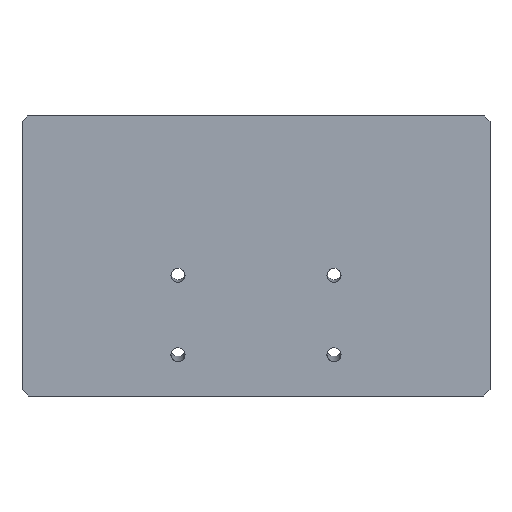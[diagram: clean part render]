
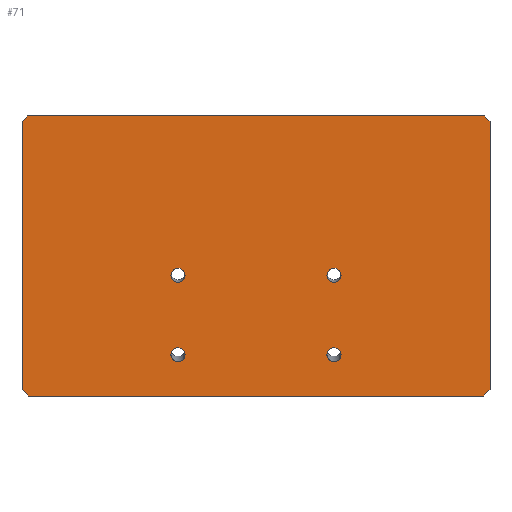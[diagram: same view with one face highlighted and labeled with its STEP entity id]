
A CAD part, front view. The second image highlights one B-rep face of the part: STEP entity #71.
In plain terms, the highlighted planar face has unit normal (0, -1, 0).
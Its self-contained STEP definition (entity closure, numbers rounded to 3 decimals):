
#71=ADVANCED_FACE('',(#417,#419,#421,#423,#425),#427,.F.);
#417=FACE_BOUND('',#418,.T.);
#418=EDGE_LOOP('',(#705,#706,#707,#708,#709,#710,#711,#712));
#419=FACE_BOUND('',#420,.T.);
#420=EDGE_LOOP('',(#713));
#421=FACE_BOUND('',#422,.T.);
#422=EDGE_LOOP('',(#714));
#423=FACE_BOUND('',#424,.T.);
#424=EDGE_LOOP('',(#715));
#425=FACE_BOUND('',#426,.T.);
#426=EDGE_LOOP('',(#716));
#427=PLANE('',#428);
#428=AXIS2_PLACEMENT_3D('',#429,#430,#431);
#429=CARTESIAN_POINT('',(0.,-105.,0.));
#430=DIRECTION('',(0.,1.,0.));
#431=DIRECTION('',(-1.,0.,0.));
#705=ORIENTED_EDGE('',*,*,#857,.F.);
#706=ORIENTED_EDGE('',*,*,#858,.F.);
#707=ORIENTED_EDGE('',*,*,#859,.F.);
#708=ORIENTED_EDGE('',*,*,#860,.F.);
#709=ORIENTED_EDGE('',*,*,#861,.F.);
#710=ORIENTED_EDGE('',*,*,#862,.F.);
#711=ORIENTED_EDGE('',*,*,#863,.F.);
#712=ORIENTED_EDGE('',*,*,#864,.F.);
#713=ORIENTED_EDGE('',*,*,#865,.T.);
#714=ORIENTED_EDGE('',*,*,#866,.T.);
#715=ORIENTED_EDGE('',*,*,#867,.T.);
#716=ORIENTED_EDGE('',*,*,#868,.T.);
#857=EDGE_CURVE('',#945,#946,#947,.F.);
#858=EDGE_CURVE('',#948,#945,#949,.T.);
#859=EDGE_CURVE('',#950,#948,#951,.F.);
#860=EDGE_CURVE('',#952,#950,#953,.T.);
#861=EDGE_CURVE('',#954,#952,#955,.F.);
#862=EDGE_CURVE('',#956,#954,#957,.T.);
#863=EDGE_CURVE('',#958,#956,#959,.F.);
#864=EDGE_CURVE('',#946,#958,#960,.T.);
#865=EDGE_CURVE('',#961,#961,#962,.T.);
#866=EDGE_CURVE('',#963,#963,#964,.T.);
#867=EDGE_CURVE('',#965,#965,#966,.T.);
#868=EDGE_CURVE('',#967,#967,#968,.T.);
#945=VERTEX_POINT('',#1097);
#946=VERTEX_POINT('',#1098);
#947=LINE('',#1099,#1100);
#948=VERTEX_POINT('',#1102);
#949=LINE('',#1103,#1104);
#950=VERTEX_POINT('',#1106);
#951=LINE('',#1107,#1108);
#952=VERTEX_POINT('',#1110);
#953=LINE('',#1111,#1112);
#954=VERTEX_POINT('',#1114);
#955=LINE('',#1115,#1116);
#956=VERTEX_POINT('',#1118);
#957=LINE('',#1119,#1120);
#958=VERTEX_POINT('',#1122);
#959=LINE('',#1123,#1124);
#960=LINE('',#1126,#1127);
#961=VERTEX_POINT('',#1129);
#962=(BOUNDED_CURVE()B_SPLINE_CURVE(3,
(#1130,#1131,#1132,#1133,#1134,#1135,#1136),
.UNSPECIFIED.,.T.,.F.)B_SPLINE_CURVE_WITH_KNOTS((4,3,4),
(0.,0.5,1.),
.UNSPECIFIED.)CURVE()GEOMETRIC_REPRESENTATION_ITEM()RATIONAL_B_SPLINE_CURVE((1.,
0.333,0.333,1.,0.333,0.333,1.))
REPRESENTATION_ITEM(''));
#963=VERTEX_POINT('',#1137);
#964=(BOUNDED_CURVE()B_SPLINE_CURVE(3,
(#1138,#1139,#1140,#1141,#1142,#1143,#1144),
.UNSPECIFIED.,.T.,.F.)B_SPLINE_CURVE_WITH_KNOTS((4,3,4),
(0.,0.5,1.),
.UNSPECIFIED.)CURVE()GEOMETRIC_REPRESENTATION_ITEM()RATIONAL_B_SPLINE_CURVE((1.,
0.333,0.333,1.,0.333,0.333,1.))
REPRESENTATION_ITEM(''));
#965=VERTEX_POINT('',#1145);
#966=(BOUNDED_CURVE()B_SPLINE_CURVE(3,
(#1146,#1147,#1148,#1149,#1150,#1151,#1152),
.UNSPECIFIED.,.T.,.F.)B_SPLINE_CURVE_WITH_KNOTS((4,3,4),
(0.,0.5,1.),
.UNSPECIFIED.)CURVE()GEOMETRIC_REPRESENTATION_ITEM()RATIONAL_B_SPLINE_CURVE((1.,
0.333,0.333,1.,0.333,0.333,1.))
REPRESENTATION_ITEM(''));
#967=VERTEX_POINT('',#1153);
#968=(BOUNDED_CURVE()B_SPLINE_CURVE(3,
(#1154,#1155,#1156,#1157,#1158,#1159,#1160),
.UNSPECIFIED.,.T.,.F.)B_SPLINE_CURVE_WITH_KNOTS((4,3,4),
(0.,0.5,1.),
.UNSPECIFIED.)CURVE()GEOMETRIC_REPRESENTATION_ITEM()RATIONAL_B_SPLINE_CURVE((1.,
0.333,0.333,1.,0.333,0.333,1.))
REPRESENTATION_ITEM(''));
#1097=CARTESIAN_POINT('',(-73.,-105.,-30.));
#1098=CARTESIAN_POINT('',(-75.,-105.,-28.));
#1099=CARTESIAN_POINT('',(-75.,-105.,-28.));
#1100=VECTOR('',#1101,1.);
#1101=DIRECTION('',(0.707,0.,-0.707));
#1102=CARTESIAN_POINT('',(73.,-105.,-30.));
#1103=CARTESIAN_POINT('',(73.,-105.,-30.));
#1104=VECTOR('',#1105,1.);
#1105=DIRECTION('',(-1.,0.,0.));
#1106=CARTESIAN_POINT('',(75.,-105.,-28.));
#1107=CARTESIAN_POINT('',(73.,-105.,-30.));
#1108=VECTOR('',#1109,1.);
#1109=DIRECTION('',(0.707,0.,0.707));
#1110=CARTESIAN_POINT('',(75.,-105.,58.));
#1111=CARTESIAN_POINT('',(75.,-105.,58.));
#1112=VECTOR('',#1113,1.);
#1113=DIRECTION('',(0.,0.,-1.));
#1114=CARTESIAN_POINT('',(73.245,-105.,59.755));
#1115=CARTESIAN_POINT('',(75.,-105.,58.));
#1116=VECTOR('',#1117,1.);
#1117=DIRECTION('',(-0.707,0.,0.707));
#1118=CARTESIAN_POINT('',(-73.245,-105.,59.755));
#1119=CARTESIAN_POINT('',(-73.245,-105.,59.755));
#1120=VECTOR('',#1121,1.);
#1121=DIRECTION('',(1.,0.,0.));
#1122=CARTESIAN_POINT('',(-75.,-105.,58.));
#1123=CARTESIAN_POINT('',(-73.245,-105.,59.755));
#1124=VECTOR('',#1125,1.);
#1125=DIRECTION('',(-0.707,0.,-0.707));
#1126=CARTESIAN_POINT('',(-75.,-105.,-28.));
#1127=VECTOR('',#1128,1.);
#1128=DIRECTION('',(0.,0.,1.));
#1129=CARTESIAN_POINT('',(-27.25,-105.,8.685));
#1130=CARTESIAN_POINT('',(-27.25,-105.,8.685));
#1131=CARTESIAN_POINT('',(-27.25,-105.,13.187));
#1132=CARTESIAN_POINT('',(-22.75,-105.,13.187));
#1133=CARTESIAN_POINT('',(-22.75,-105.,8.685));
#1134=CARTESIAN_POINT('',(-22.75,-105.,4.183));
#1135=CARTESIAN_POINT('',(-27.25,-105.,4.183));
#1136=CARTESIAN_POINT('',(-27.25,-105.,8.685));
#1137=CARTESIAN_POINT('',(22.75,-105.,8.685));
#1138=CARTESIAN_POINT('',(22.75,-105.,8.685));
#1139=CARTESIAN_POINT('',(22.75,-105.,13.187));
#1140=CARTESIAN_POINT('',(27.25,-105.,13.187));
#1141=CARTESIAN_POINT('',(27.25,-105.,8.685));
#1142=CARTESIAN_POINT('',(27.25,-105.,4.183));
#1143=CARTESIAN_POINT('',(22.75,-105.,4.183));
#1144=CARTESIAN_POINT('',(22.75,-105.,8.685));
#1145=CARTESIAN_POINT('',(-27.25,-105.,-16.778));
#1146=CARTESIAN_POINT('',(-27.25,-105.,-16.778));
#1147=CARTESIAN_POINT('',(-27.25,-105.,-12.276));
#1148=CARTESIAN_POINT('',(-22.75,-105.,-12.276));
#1149=CARTESIAN_POINT('',(-22.75,-105.,-16.778));
#1150=CARTESIAN_POINT('',(-22.75,-105.,-21.28));
#1151=CARTESIAN_POINT('',(-27.25,-105.,-21.28));
#1152=CARTESIAN_POINT('',(-27.25,-105.,-16.778));
#1153=CARTESIAN_POINT('',(22.75,-105.,-16.778));
#1154=CARTESIAN_POINT('',(22.75,-105.,-16.778));
#1155=CARTESIAN_POINT('',(22.75,-105.,-12.276));
#1156=CARTESIAN_POINT('',(27.25,-105.,-12.276));
#1157=CARTESIAN_POINT('',(27.25,-105.,-16.778));
#1158=CARTESIAN_POINT('',(27.25,-105.,-21.28));
#1159=CARTESIAN_POINT('',(22.75,-105.,-21.28));
#1160=CARTESIAN_POINT('',(22.75,-105.,-16.778));
